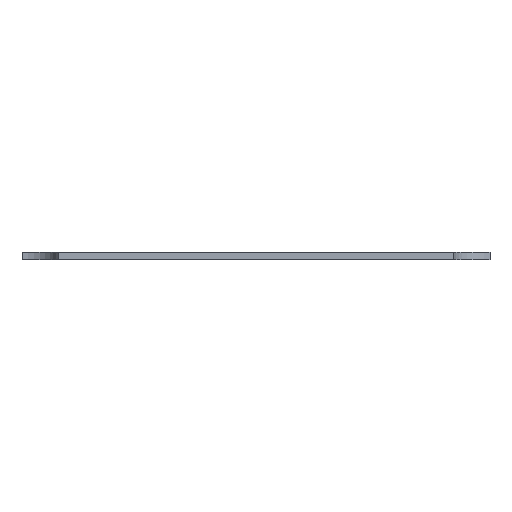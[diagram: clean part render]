
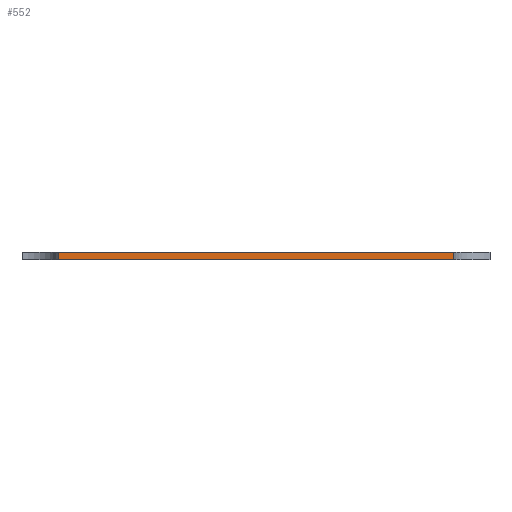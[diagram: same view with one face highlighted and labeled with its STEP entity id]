
A CAD part, front view. The second image highlights one B-rep face of the part: STEP entity #552.
In plain terms, the highlighted planar face has unit normal (0, -1, 0).
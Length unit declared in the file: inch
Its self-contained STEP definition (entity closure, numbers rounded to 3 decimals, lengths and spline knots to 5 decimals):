
#1 = ORIENTED_EDGE ( 'NONE', *, *, #313, .F. ) ;
#2 = EDGE_CURVE ( 'NONE', #359, #603, #605, .T. ) ;
#19 = DIRECTION ( 'NONE',  ( 1., 0., 0. ) ) ;
#24 = VECTOR ( 'NONE', #755, 39.37008 ) ;
#32 = LINE ( 'NONE', #201, #158 ) ;
#115 = CARTESIAN_POINT ( 'NONE',  ( -1.792, -2.1, 0. ) ) ;
#158 = VECTOR ( 'NONE', #19, 39.37008 ) ;
#165 = VERTEX_POINT ( 'NONE', #371 ) ;
#176 = VECTOR ( 'NONE', #228, 39.37008 ) ;
#201 = CARTESIAN_POINT ( 'NONE',  ( 1.792, -2.1, 0. ) ) ;
#228 = DIRECTION ( 'NONE',  ( 0., 0., -1. ) ) ;
#234 = EDGE_LOOP ( 'NONE', ( #535, #784, #1, #407 ) ) ;
#252 = EDGE_CURVE ( 'NONE', #165, #603, #32, .T. ) ;
#262 = LINE ( 'NONE', #115, #472 ) ;
#299 = VERTEX_POINT ( 'NONE', #441 ) ;
#300 = CARTESIAN_POINT ( 'NONE',  ( 1.792, -2.1, 0. ) ) ;
#313 = EDGE_CURVE ( 'NONE', #299, #359, #328, .T. ) ;
#328 = LINE ( 'NONE', #577, #24 ) ;
#359 = VERTEX_POINT ( 'NONE', #401 ) ;
#371 = CARTESIAN_POINT ( 'NONE',  ( -1.792, -2.1, 0. ) ) ;
#401 = CARTESIAN_POINT ( 'NONE',  ( 1.792, -2.1, 0.064 ) ) ;
#407 = ORIENTED_EDGE ( 'NONE', *, *, #408, .T. ) ;
#408 = EDGE_CURVE ( 'NONE', #299, #165, #262, .T. ) ;
#416 = AXIS2_PLACEMENT_3D ( 'NONE', #430, #753, #680 ) ;
#430 = CARTESIAN_POINT ( 'NONE',  ( 1.792, -2.1, 0. ) ) ;
#441 = CARTESIAN_POINT ( 'NONE',  ( -1.792, -2.1, 0.064 ) ) ;
#447 = FACE_OUTER_BOUND ( 'NONE', #234, .T. ) ;
#472 = VECTOR ( 'NONE', #712, 39.37008 ) ;
#507 = PLANE ( 'NONE',  #416 ) ;
#535 = ORIENTED_EDGE ( 'NONE', *, *, #252, .T. ) ;
#552 = ADVANCED_FACE ( 'NONE', ( #447 ), #507, .T. ) ;
#577 = CARTESIAN_POINT ( 'NONE',  ( 0., -2.1, 0.064 ) ) ;
#603 = VERTEX_POINT ( 'NONE', #626 ) ;
#605 = LINE ( 'NONE', #300, #176 ) ;
#626 = CARTESIAN_POINT ( 'NONE',  ( 1.792, -2.1, 0. ) ) ;
#680 = DIRECTION ( 'NONE',  ( 0., 0., -1. ) ) ;
#712 = DIRECTION ( 'NONE',  ( 0., 0., -1. ) ) ;
#753 = DIRECTION ( 'NONE',  ( 0., -1., 0. ) ) ;
#755 = DIRECTION ( 'NONE',  ( 1., 0., 0. ) ) ;
#784 = ORIENTED_EDGE ( 'NONE', *, *, #2, .F. ) ;
